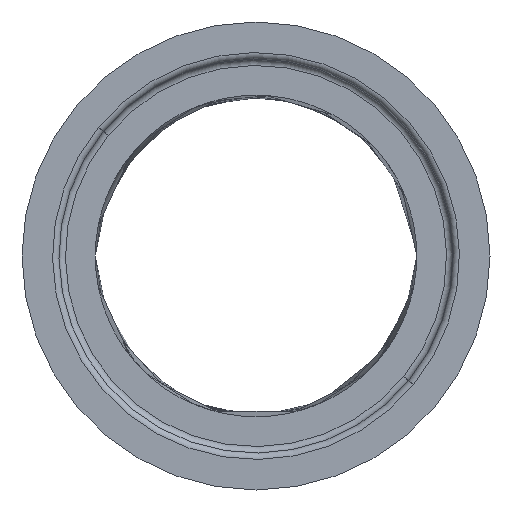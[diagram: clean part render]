
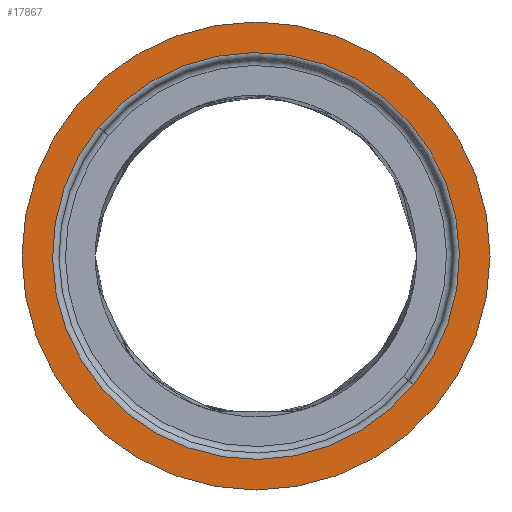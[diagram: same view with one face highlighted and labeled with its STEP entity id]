
A CAD part, front view. The second image highlights one B-rep face of the part: STEP entity #17867.
In plain terms, the highlighted face is planar.
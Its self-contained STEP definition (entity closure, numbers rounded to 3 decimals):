
#271 = ORIENTED_EDGE ( 'NONE', *, *, #7555, .T. ) ;
#457 = FACE_OUTER_BOUND ( 'NONE', #9728, .T. ) ;
#1436 = VERTEX_POINT ( 'NONE', #11959 ) ;
#2242 = DIRECTION ( 'NONE',  ( 0., 0., 1. ) ) ;
#2664 = CIRCLE ( 'NONE', #22812, 364. ) ;
#3970 = DIRECTION ( 'NONE',  ( 0., 0., -1. ) ) ;
#3982 = ORIENTED_EDGE ( 'NONE', *, *, #10565, .T. ) ;
#4729 = CARTESIAN_POINT ( 'NONE',  ( 0., 0., -90. ) ) ;
#5660 = DIRECTION ( 'NONE',  ( 0., 0., 1. ) ) ;
#5708 = DIRECTION ( 'NONE',  ( 1., 0., 0. ) ) ;
#7356 = CARTESIAN_POINT ( 'NONE',  ( -364., 0., -90. ) ) ;
#7549 = CARTESIAN_POINT ( 'NONE',  ( 364., 0., -90. ) ) ;
#7555 = EDGE_CURVE ( 'NONE', #21260, #12450, #2664, .T. ) ;
#7653 = VERTEX_POINT ( 'NONE', #20766 ) ;
#9455 = AXIS2_PLACEMENT_3D ( 'NONE', #16492, #5660, #12759 ) ;
#9728 = EDGE_LOOP ( 'NONE', ( #271, #22147 ) ) ;
#10009 = EDGE_CURVE ( 'NONE', #1436, #7653, #17634, .T. ) ;
#10482 = CARTESIAN_POINT ( 'NONE',  ( 0., 0., -90. ) ) ;
#10565 = EDGE_CURVE ( 'NONE', #7653, #1436, #19510, .T. ) ;
#11358 = EDGE_LOOP ( 'NONE', ( #3982, #18436 ) ) ;
#11959 = CARTESIAN_POINT ( 'NONE',  ( -245.17, -200.16, -90. ) ) ;
#12095 = CIRCLE ( 'NONE', #16940, 364. ) ;
#12450 = VERTEX_POINT ( 'NONE', #7549 ) ;
#12759 = DIRECTION ( 'NONE',  ( 0.775, 0.632, 0. ) ) ;
#14329 = FACE_BOUND ( 'NONE', #11358, .T. ) ;
#14444 = DIRECTION ( 'NONE',  ( 0., 0., 1. ) ) ;
#14956 = DIRECTION ( 'NONE',  ( 0.775, 0.632, 0. ) ) ;
#15984 = EDGE_CURVE ( 'NONE', #12450, #21260, #12095, .T. ) ;
#16201 = CARTESIAN_POINT ( 'NONE',  ( 0., 0., -90. ) ) ;
#16492 = CARTESIAN_POINT ( 'NONE',  ( 0., 0., -90. ) ) ;
#16940 = AXIS2_PLACEMENT_3D ( 'NONE', #10482, #19454, #17579 ) ;
#17579 = DIRECTION ( 'NONE',  ( -1., 0., 0. ) ) ;
#17634 = CIRCLE ( 'NONE', #18393, 316.5 ) ;
#17867 = ADVANCED_FACE ( 'NONE', ( #14329, #457 ), #19703, .F. ) ;
#18393 = AXIS2_PLACEMENT_3D ( 'NONE', #18455, #2242, #14956 ) ;
#18436 = ORIENTED_EDGE ( 'NONE', *, *, #10009, .T. ) ;
#18455 = CARTESIAN_POINT ( 'NONE',  ( 0., 0., -90. ) ) ;
#19454 = DIRECTION ( 'NONE',  ( 0., 0., -1. ) ) ;
#19510 = CIRCLE ( 'NONE', #9455, 316.5 ) ;
#19703 = PLANE ( 'NONE',  #20271 ) ;
#20271 = AXIS2_PLACEMENT_3D ( 'NONE', #16201, #14444, #5708 ) ;
#20766 = CARTESIAN_POINT ( 'NONE',  ( 245.17, 200.16, -90. ) ) ;
#21260 = VERTEX_POINT ( 'NONE', #7356 ) ;
#21712 = DIRECTION ( 'NONE',  ( -1., 0., 0. ) ) ;
#22147 = ORIENTED_EDGE ( 'NONE', *, *, #15984, .T. ) ;
#22812 = AXIS2_PLACEMENT_3D ( 'NONE', #4729, #3970, #21712 ) ;
